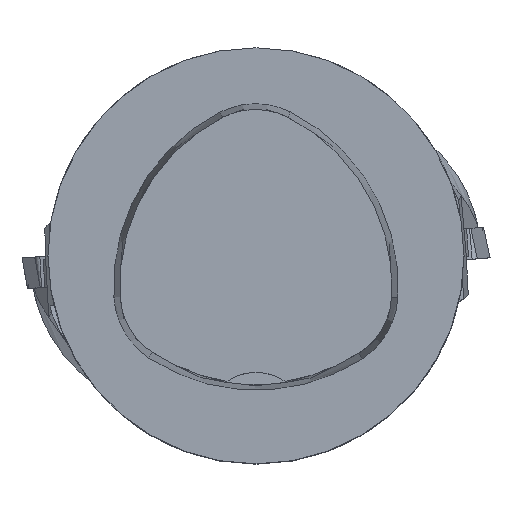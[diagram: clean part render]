
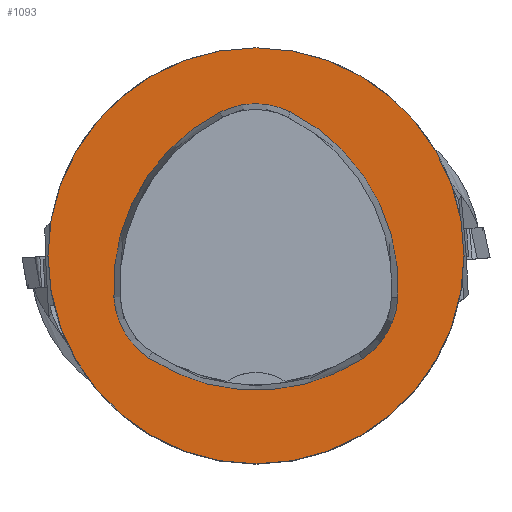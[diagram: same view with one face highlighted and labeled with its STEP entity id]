
A CAD part, top view. The second image highlights one B-rep face of the part: STEP entity #1093.
In plain terms, the highlighted planar face has unit normal (0, 0, 1).
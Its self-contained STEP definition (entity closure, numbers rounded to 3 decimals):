
#712=FACE_BOUND('',#1598,.T.);
#713=FACE_BOUND('',#1599,.T.);
#824=CIRCLE('',#4306,16.);
#825=CIRCLE('',#4312,15.);
#827=CIRCLE('',#4315,6.);
#829=CIRCLE('',#4318,15.);
#831=CIRCLE('',#4321,6.);
#835=CIRCLE('',#4326,15.);
#837=CIRCLE('',#4329,6.);
#1093=ADVANCED_FACE('',(#712,#713),#1239,.T.);
#1239=PLANE('',#4334);
#1598=EDGE_LOOP('',(#2329,#2330,#2331,#2332,#2333,#2334));
#1599=EDGE_LOOP('',(#2335));
#2329=ORIENTED_EDGE('',*,*,#3246,.T.);
#2330=ORIENTED_EDGE('',*,*,#3226,.T.);
#2331=ORIENTED_EDGE('',*,*,#3230,.T.);
#2332=ORIENTED_EDGE('',*,*,#3233,.T.);
#2333=ORIENTED_EDGE('',*,*,#3236,.T.);
#2334=ORIENTED_EDGE('',*,*,#3244,.T.);
#2335=ORIENTED_EDGE('',*,*,#3217,.F.);
#2811=VERTEX_POINT('',#6486);
#2820=VERTEX_POINT('',#6505);
#2821=VERTEX_POINT('',#6506);
#2824=VERTEX_POINT('',#6514);
#2826=VERTEX_POINT('',#6520);
#2828=VERTEX_POINT('',#6526);
#2835=VERTEX_POINT('',#6547);
#3217=EDGE_CURVE('',#2811,#2811,#824,.T.);
#3226=EDGE_CURVE('',#2820,#2821,#825,.T.);
#3230=EDGE_CURVE('',#2821,#2824,#827,.T.);
#3233=EDGE_CURVE('',#2824,#2826,#829,.T.);
#3236=EDGE_CURVE('',#2826,#2828,#831,.T.);
#3244=EDGE_CURVE('',#2828,#2835,#835,.T.);
#3246=EDGE_CURVE('',#2835,#2820,#837,.T.);
#4306=AXIS2_PLACEMENT_3D('',#6485,#4988,#4989);
#4312=AXIS2_PLACEMENT_3D('',#6504,#5004,#5005);
#4315=AXIS2_PLACEMENT_3D('',#6513,#5012,#5013);
#4318=AXIS2_PLACEMENT_3D('',#6519,#5019,#5020);
#4321=AXIS2_PLACEMENT_3D('',#6525,#5026,#5027);
#4326=AXIS2_PLACEMENT_3D('',#6548,#5038,#5039);
#4329=AXIS2_PLACEMENT_3D('',#6551,#5044,#5045);
#4334=AXIS2_PLACEMENT_3D('',#6556,#5054,#5055);
#4988=DIRECTION('',(0.,0.,-1.));
#4989=DIRECTION('',(-1.,0.,0.));
#5004=DIRECTION('',(0.,0.,-1.));
#5005=DIRECTION('',(-1.,0.,0.));
#5012=DIRECTION('',(0.,0.,-1.));
#5013=DIRECTION('',(-1.,0.,0.));
#5019=DIRECTION('',(0.,0.,-1.));
#5020=DIRECTION('',(-1.,0.,0.));
#5026=DIRECTION('',(0.,0.,-1.));
#5027=DIRECTION('',(-1.,0.,0.));
#5038=DIRECTION('',(0.,0.,-1.));
#5039=DIRECTION('',(-1.,0.,0.));
#5044=DIRECTION('',(0.,0.,-1.));
#5045=DIRECTION('',(-1.,0.,0.));
#5054=DIRECTION('',(0.,0.,1.));
#5055=DIRECTION('',(-1.,0.,0.));
#6485=CARTESIAN_POINT('',(0.,0.,0.));
#6486=CARTESIAN_POINT('',(-16.,0.,0.));
#6504=CARTESIAN_POINT('',(4.048,-2.316,0.));
#6505=CARTESIAN_POINT('',(-10.926,-3.206,0.));
#6506=CARTESIAN_POINT('',(-2.774,11.043,0.));
#6513=CARTESIAN_POINT('',(-0.045,5.7,0.));
#6514=CARTESIAN_POINT('',(2.638,11.066,0.));
#6519=CARTESIAN_POINT('',(-4.07,-2.35,0.));
#6520=CARTESIAN_POINT('',(10.903,-3.249,0.));
#6525=CARTESIAN_POINT('',(4.914,-2.889,0.));
#6526=CARTESIAN_POINT('',(8.177,-7.924,0.));
#6547=CARTESIAN_POINT('',(-8.24,-7.859,0.));
#6548=CARTESIAN_POINT('',(0.019,4.663,0.));
#6551=CARTESIAN_POINT('',(-4.936,-2.85,0.));
#6556=CARTESIAN_POINT('',(0.,0.,0.));
